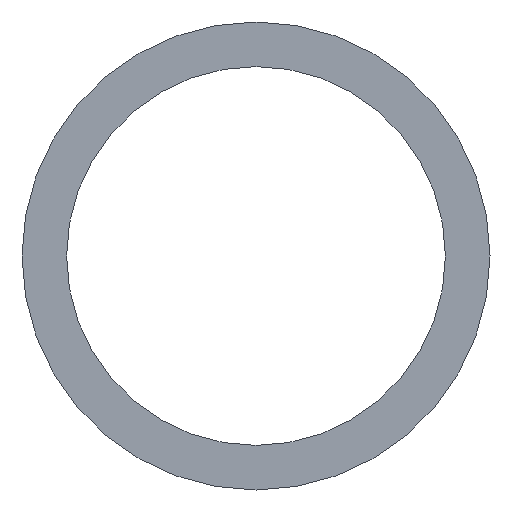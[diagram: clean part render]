
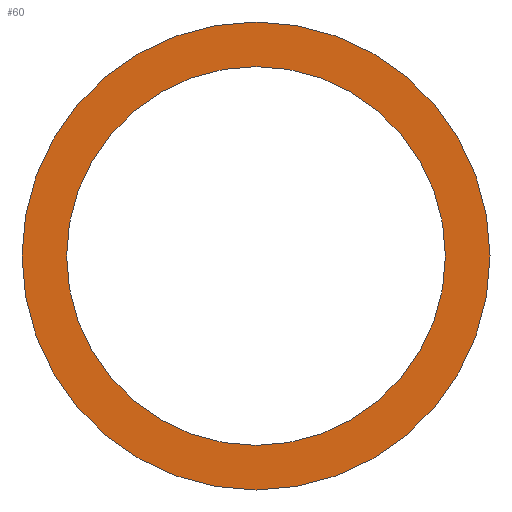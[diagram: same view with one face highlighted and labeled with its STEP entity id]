
A CAD part, front view. The second image highlights one B-rep face of the part: STEP entity #60.
In plain terms, the highlighted planar face has unit normal (0, -1, 0).
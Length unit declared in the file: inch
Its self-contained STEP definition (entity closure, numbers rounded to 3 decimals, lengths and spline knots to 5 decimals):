
#18=PLANE('',#70);
#22=FACE_BOUND('',#34,.T.);
#26=FACE_OUTER_BOUND('',#33,.T.);
#33=EDGE_LOOP('',(#53));
#34=EDGE_LOOP('',(#54));
#36=CIRCLE('',#65,0.425);
#38=CIRCLE('',#68,0.525);
#40=VERTEX_POINT('',#93);
#42=VERTEX_POINT('',#98);
#44=EDGE_CURVE('',#40,#40,#36,.T.);
#46=EDGE_CURVE('',#42,#42,#38,.T.);
#53=ORIENTED_EDGE('',*,*,#46,.F.);
#54=ORIENTED_EDGE('',*,*,#44,.T.);
#60=ADVANCED_FACE('',(#26,#22),#18,.F.);
#65=AXIS2_PLACEMENT_3D('',#94,#77,#78);
#68=AXIS2_PLACEMENT_3D('',#99,#83,#84);
#70=AXIS2_PLACEMENT_3D('',#101,#87,#88);
#77=DIRECTION('center_axis',(0.,1.,0.));
#78=DIRECTION('ref_axis',(0.,0.,1.));
#83=DIRECTION('center_axis',(0.,1.,0.));
#84=DIRECTION('ref_axis',(0.,0.,1.));
#87=DIRECTION('center_axis',(0.,1.,0.));
#88=DIRECTION('ref_axis',(0.,0.,1.));
#93=CARTESIAN_POINT('',(0.,-19.1875,-0.425));
#94=CARTESIAN_POINT('Origin',(0.,-19.1875,0.));
#98=CARTESIAN_POINT('',(0.,-19.1875,-0.525));
#99=CARTESIAN_POINT('Origin',(0.,-19.1875,0.));
#101=CARTESIAN_POINT('Origin',(0.,-19.1875,0.));
